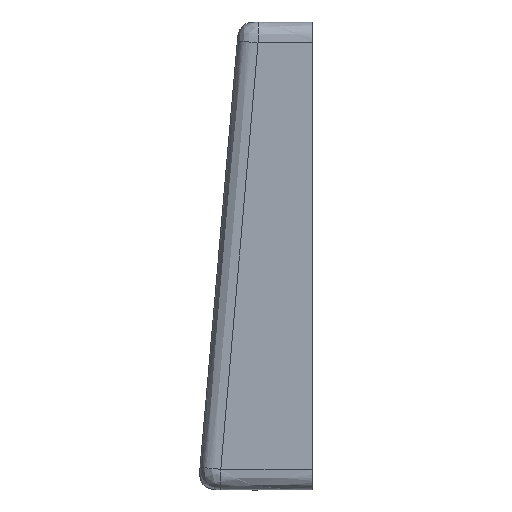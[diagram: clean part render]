
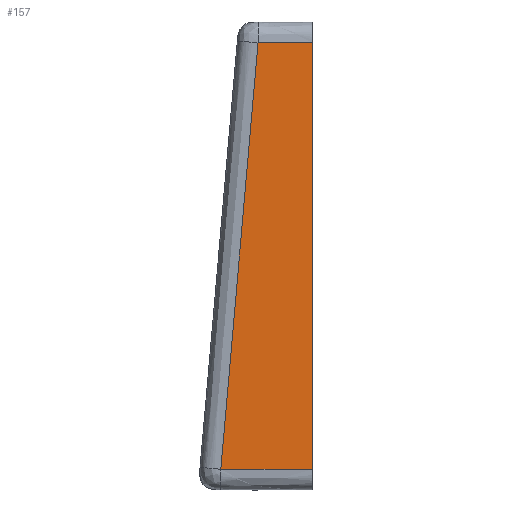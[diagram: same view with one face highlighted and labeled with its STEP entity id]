
A CAD part, left-side view. The second image highlights one B-rep face of the part: STEP entity #157.
In plain terms, the highlighted planar face has unit normal (-1, 0, 0).
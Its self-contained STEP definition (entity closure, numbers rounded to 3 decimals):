
#114 = CARTESIAN_POINT ( 'NONE',  ( -170.5, 15.623, 61.492 ) ) ;
#149 = CARTESIAN_POINT ( 'NONE',  ( -170.5, 19.21, 20.497 ) ) ;
#157 = ADVANCED_FACE ( 'NONE', ( #932 ), #404, .F. ) ;
#404 = PLANE ( 'NONE',  #5968 ) ;
#868 = CARTESIAN_POINT ( 'NONE',  ( -170.5, 10.416, 61.492 ) ) ;
#932 = FACE_OUTER_BOUND ( 'NONE', #3108, .T. ) ;
#1039 = VERTEX_POINT ( 'NONE', #6423 ) ;
#1673 = B_SPLINE_CURVE_WITH_KNOTS ( 'NONE', 3,
 ( #1943, #2551, #868, #6955 ),
 .UNSPECIFIED., .F., .F.,
 ( 4, 4 ),
 ( 0., 1. ),
 .UNSPECIFIED. ) ;
#1784 = CARTESIAN_POINT ( 'NONE',  ( -170.5, 26.383, -61.492 ) ) ;
#1834 = VERTEX_POINT ( 'NONE', #6605 ) ;
#1943 = CARTESIAN_POINT ( 'NONE',  ( -170.5, 0., 61.492 ) ) ;
#1953 = EDGE_CURVE ( 'NONE', #1834, #1039, #1673, .T. ) ;
#1978 = B_SPLINE_CURVE_WITH_KNOTS ( 'NONE', 3,
 ( #114, #149, #4524, #6709 ),
 .UNSPECIFIED., .F., .F.,
 ( 4, 4 ),
 ( 0., 1. ),
 .UNSPECIFIED. ) ;
#1986 = CARTESIAN_POINT ( 'NONE',  ( -170.5, 0., -61.492 ) ) ;
#2482 = EDGE_CURVE ( 'NONE', #3635, #2832, #2859, .T. ) ;
#2527 = CARTESIAN_POINT ( 'NONE',  ( -170.5, 17.589, -61.492 ) ) ;
#2551 = CARTESIAN_POINT ( 'NONE',  ( -170.5, 5.208, 61.492 ) ) ;
#2832 = VERTEX_POINT ( 'NONE', #4533 ) ;
#2859 = B_SPLINE_CURVE_WITH_KNOTS ( 'NONE', 3,
 ( #3094, #2527, #6894, #1986 ),
 .UNSPECIFIED., .F., .F.,
 ( 4, 4 ),
 ( 0., 1. ),
 .UNSPECIFIED. ) ;
#3094 = CARTESIAN_POINT ( 'NONE',  ( -170.5, 26.383, -61.492 ) ) ;
#3108 = EDGE_LOOP ( 'NONE', ( #4841, #4816, #6335, #6781 ) ) ;
#3635 = VERTEX_POINT ( 'NONE', #1784 ) ;
#4120 = EDGE_CURVE ( 'NONE', #1834, #2832, #5995, .T. ) ;
#4272 = DIRECTION ( 'NONE',  ( 1., 0., 0. ) ) ;
#4524 = CARTESIAN_POINT ( 'NONE',  ( -170.5, 22.796, -20.497 ) ) ;
#4533 = CARTESIAN_POINT ( 'NONE',  ( -170.5, 0., -61.492 ) ) ;
#4627 = VECTOR ( 'NONE', #5562, 1000. ) ;
#4816 = ORIENTED_EDGE ( 'NONE', *, *, #2482, .T. ) ;
#4841 = ORIENTED_EDGE ( 'NONE', *, *, #6680, .T. ) ;
#4844 = CARTESIAN_POINT ( 'NONE',  ( -170.5, 0., 0. ) ) ;
#4889 = CARTESIAN_POINT ( 'NONE',  ( -170.5, 0., -67.492 ) ) ;
#5306 = DIRECTION ( 'NONE',  ( 0., 0., -1. ) ) ;
#5562 = DIRECTION ( 'NONE',  ( 0., 0., -1. ) ) ;
#5968 = AXIS2_PLACEMENT_3D ( 'NONE', #4844, #4272, #5306 ) ;
#5995 = LINE ( 'NONE', #4889, #4627 ) ;
#6335 = ORIENTED_EDGE ( 'NONE', *, *, #4120, .F. ) ;
#6423 = CARTESIAN_POINT ( 'NONE',  ( -170.5, 15.623, 61.492 ) ) ;
#6605 = CARTESIAN_POINT ( 'NONE',  ( -170.5, 0., 61.492 ) ) ;
#6680 = EDGE_CURVE ( 'NONE', #1039, #3635, #1978, .T. ) ;
#6709 = CARTESIAN_POINT ( 'NONE',  ( -170.5, 26.383, -61.492 ) ) ;
#6781 = ORIENTED_EDGE ( 'NONE', *, *, #1953, .T. ) ;
#6894 = CARTESIAN_POINT ( 'NONE',  ( -170.5, 8.794, -61.492 ) ) ;
#6955 = CARTESIAN_POINT ( 'NONE',  ( -170.5, 15.623, 61.492 ) ) ;
